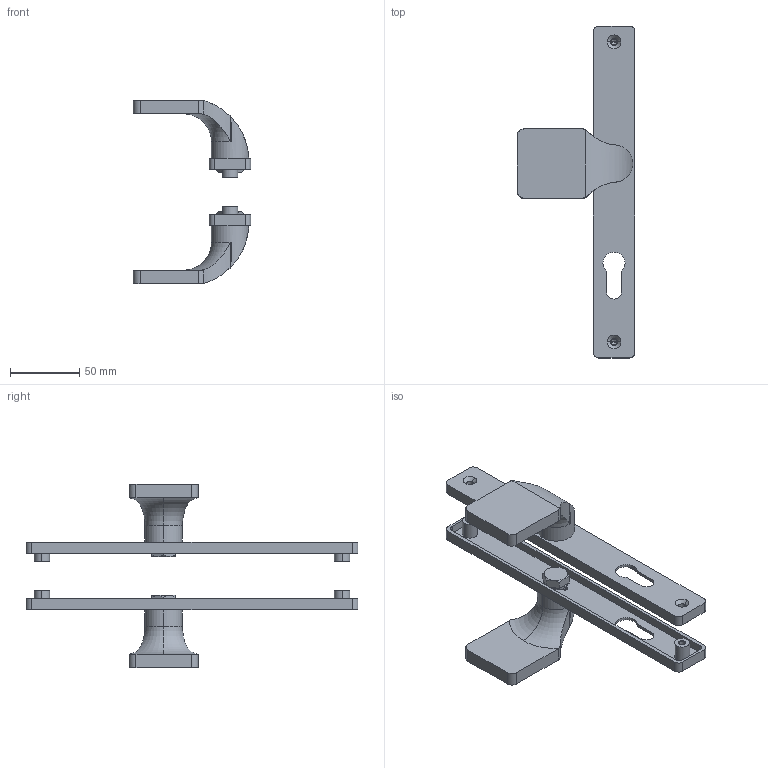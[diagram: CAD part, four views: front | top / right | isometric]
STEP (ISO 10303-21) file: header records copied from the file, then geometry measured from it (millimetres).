
FILE_DESCRIPTION (( 'STEP AP203' ), '1' );
FILE_NAME ('D12_15-90.STEP', '2021-05-31T04:40:13', ( '' ), ( '' ), 'SwSTEP 2.0', 'SolidWorks 2019', '' );
FILE_SCHEMA (( 'CONFIG_CONTROL_DESIGN' ));
Length unit declared in the file: millimetre
Products named in the file (6): SKRUTKA DIN 933 8.8 Zink._M10 x 16; Part22; DIN 433_PODLOZKA 10.5; Part12; D12_15-90; Part5
Assembly tree (8 placements, depth 2):
  D12_15-90
    Part12
    Part22
    Part5  x2
    DIN 433_PODLOZKA 10.5  x2
    SKRUTKA DIN 933 8.8 Zink._M10 x 16  x2
Bounding box: 85.01 x 240 x 133.04 mm (x, y, z)
Volume: 145715.9 mm3; surface area: 71111.2 mm2
Topology: 8 solids, 8 shells, 214 faces, 516 edges, 324 vertices
Faces by surface type: cylinder 88, plane 82, cone 36, torus 8
Entity records: 5583 total; most frequent: CARTESIAN_POINT 1079, DIRECTION 838, ORIENTED_EDGE 762, EDGE_CURVE 381, AXIS2_PLACEMENT_3D 321, VERTEX_POINT 245, LINE 196, VECTOR 196
